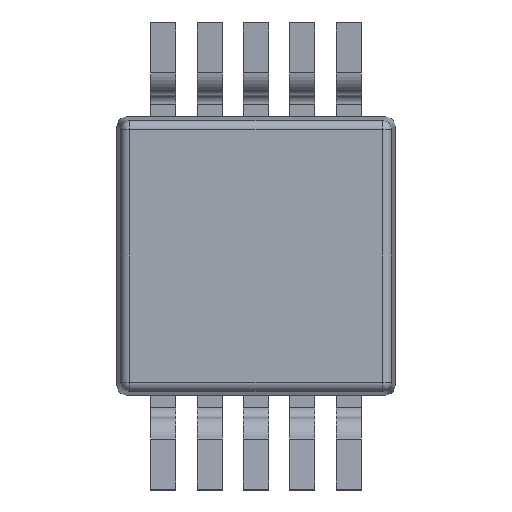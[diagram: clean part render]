
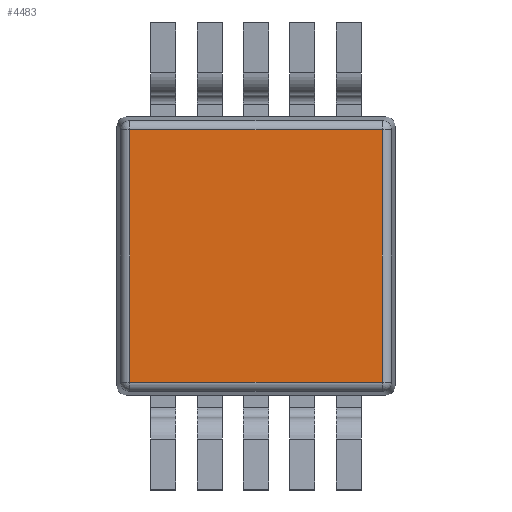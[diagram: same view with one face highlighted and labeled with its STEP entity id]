
A CAD part, front view. The second image highlights one B-rep face of the part: STEP entity #4483.
In plain terms, the highlighted planar face has unit normal (0, -1, 0).
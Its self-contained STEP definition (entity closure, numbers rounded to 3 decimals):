
#4483=ADVANCED_FACE('NONE',(#4484),#4518,.F.);
#4484=FACE_BOUND('NONE',#4485,.T.);
#4485=EDGE_LOOP('',(#4486,#4496,#4504,#4512));
#4486=ORIENTED_EDGE('',*,*,#4487,.T.);
#4487=EDGE_CURVE('NONE',#4488,#4490,#4492,.T.);
#4488=VERTEX_POINT('NONE',#4489);
#4489=CARTESIAN_POINT('',(-1.362,0.0,1.362));
#4490=VERTEX_POINT('NONE',#4491);
#4491=CARTESIAN_POINT('',(-1.362,0.0,-1.362));
#4492=LINE('',#4493,#4494);
#4493=CARTESIAN_POINT('',(-1.362,0.0,-1.45));
#4494=VECTOR('',#4495,1.0);
#4495=DIRECTION('',(0.0,0.0,-1.0));
#4496=ORIENTED_EDGE('',*,*,#4497,.T.);
#4497=EDGE_CURVE('NONE',#4490,#4498,#4500,.T.);
#4498=VERTEX_POINT('NONE',#4499);
#4499=CARTESIAN_POINT('',(1.362,0.0,-1.362));
#4500=LINE('',#4501,#4502);
#4501=CARTESIAN_POINT('',(1.45,0.0,-1.362));
#4502=VECTOR('',#4503,1.0);
#4503=DIRECTION('',(1.0,0.0,0.));
#4504=ORIENTED_EDGE('',*,*,#4505,.T.);
#4505=EDGE_CURVE('NONE',#4498,#4506,#4508,.T.);
#4506=VERTEX_POINT('NONE',#4507);
#4507=CARTESIAN_POINT('',(1.362,0.0,1.362));
#4508=LINE('',#4509,#4510);
#4509=CARTESIAN_POINT('',(1.362,0.0,1.45));
#4510=VECTOR('',#4511,1.0);
#4511=DIRECTION('',(0.0,0.0,1.0));
#4512=ORIENTED_EDGE('',*,*,#4513,.T.);
#4513=EDGE_CURVE('NONE',#4506,#4488,#4514,.T.);
#4514=LINE('',#4515,#4516);
#4515=CARTESIAN_POINT('',(-1.45,0.0,1.362));
#4516=VECTOR('',#4517,1.0);
#4517=DIRECTION('',(-1.0,0.0,0.));
#4518=PLANE('',#4519);
#4519=AXIS2_PLACEMENT_3D('',#4520,#4521,#4522);
#4520=CARTESIAN_POINT('',(0.0,0.0,0.0));
#4521=DIRECTION('',(0.0,1.0,0.0));
#4522=DIRECTION('',(0.0,0.0,1.0));
